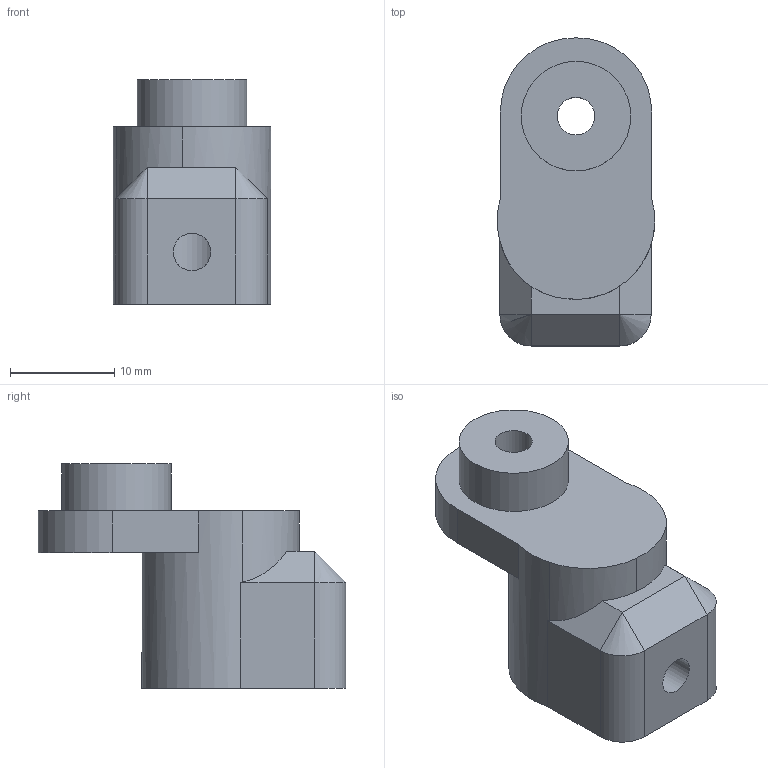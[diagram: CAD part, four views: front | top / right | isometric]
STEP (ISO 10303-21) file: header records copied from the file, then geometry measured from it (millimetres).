
FILE_DESCRIPTION(/* description */ (''),/* implementation_level */ '2;1');
FILE_NAME(/* name */ 'MotorCoupler.step',/* time_stamp */ '2021-12-03T11:11:49-05:00',/* author */ (''),/* organization */ (''),/* preprocessor_version */ 'ST-DEVELOPER v18.1',/* originating_system */ 'Autodesk Translation Framework v10.10.0.1391',/* authorisation */ '');
FILE_SCHEMA (('AUTOMOTIVE_DESIGN { 1 0 10303 214 3 1 1 }'));
Length unit declared in the file: millimetre
Products named in the file (1): Motor coupler
Bounding box: 15.1 x 29.5 x 21.5 mm (x, y, z)
Volume: 4301.4 mm3; surface area: 2490.1 mm2
Topology: 1 solids, 1 shells, 33 faces, 81 edges, 51 vertices
Faces by surface type: plane 20, cylinder 11, cone 2
Full cylindrical faces by diameter (mm): 3.6 x3, 5.6 x1, 10.5 x1
Entity records: 1035 total; most frequent: CARTESIAN_POINT 198, DIRECTION 172, ORIENTED_EDGE 158, EDGE_CURVE 79, AXIS2_PLACEMENT_3D 61, VERTEX_POINT 51, LINE 50, VECTOR 50
